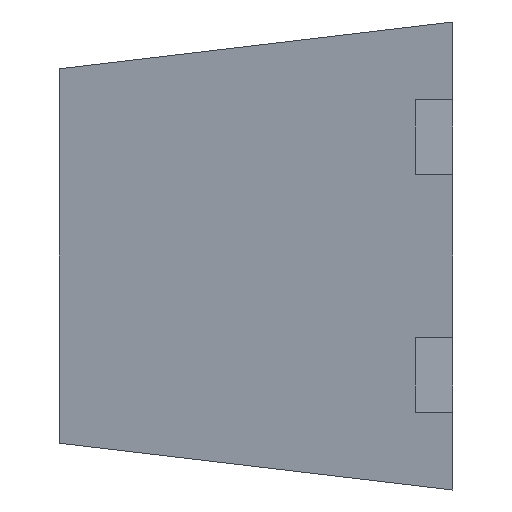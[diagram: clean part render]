
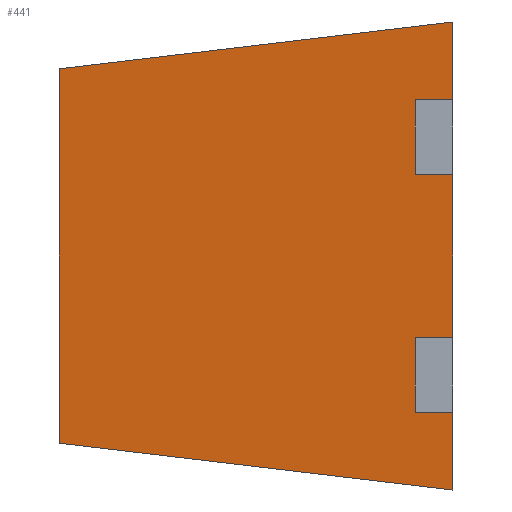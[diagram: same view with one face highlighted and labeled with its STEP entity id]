
A CAD part, left-side view. The second image highlights one B-rep face of the part: STEP entity #441.
In plain terms, the highlighted planar face has unit normal (-0.99, 0.141, 0).
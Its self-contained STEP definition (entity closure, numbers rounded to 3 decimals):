
#35=FACE_OUTER_BOUND('',#57,.T.);
#57=EDGE_LOOP('',(#383,#384,#385,#386,#387,#388,#389,#390,#391,#392,#393,
#394));
#59=LINE('',#589,#119);
#63=LINE('',#597,#123);
#66=LINE('',#603,#126);
#70=LINE('',#611,#130);
#74=LINE('',#619,#134);
#86=LINE('',#642,#146);
#95=LINE('',#662,#155);
#99=LINE('',#669,#159);
#101=LINE('',#672,#161);
#113=LINE('',#698,#173);
#117=LINE('',#704,#177);
#118=LINE('',#706,#178);
#119=VECTOR('',#483,10.);
#123=VECTOR('',#489,10.);
#126=VECTOR('',#494,10.);
#130=VECTOR('',#502,10.);
#134=VECTOR('',#506,10.);
#146=VECTOR('',#518,10.);
#155=VECTOR('',#537,10.);
#159=VECTOR('',#543,10.);
#161=VECTOR('',#547,10.);
#173=VECTOR('',#571,10.);
#177=VECTOR('',#579,10.);
#178=VECTOR('',#582,10.);
#179=VERTEX_POINT('',#587);
#180=VERTEX_POINT('',#588);
#183=VERTEX_POINT('',#596);
#185=VERTEX_POINT('',#602);
#187=VERTEX_POINT('',#610);
#190=VERTEX_POINT('',#616);
#191=VERTEX_POINT('',#618);
#202=VERTEX_POINT('',#640);
#207=VERTEX_POINT('',#660);
#208=VERTEX_POINT('',#661);
#217=VERTEX_POINT('',#695);
#218=VERTEX_POINT('',#697);
#219=EDGE_CURVE('',#179,#180,#59,.T.);
#223=EDGE_CURVE('',#183,#179,#63,.T.);
#226=EDGE_CURVE('',#180,#185,#66,.T.);
#230=EDGE_CURVE('',#187,#183,#70,.T.);
#234=EDGE_CURVE('',#191,#190,#74,.T.);
#246=EDGE_CURVE('',#185,#202,#86,.T.);
#255=EDGE_CURVE('',#207,#208,#95,.T.);
#259=EDGE_CURVE('',#190,#207,#99,.T.);
#261=EDGE_CURVE('',#208,#187,#101,.T.);
#273=EDGE_CURVE('',#217,#218,#113,.T.);
#277=EDGE_CURVE('',#191,#217,#117,.T.);
#278=EDGE_CURVE('',#202,#218,#118,.T.);
#383=ORIENTED_EDGE('',*,*,#226,.T.);
#384=ORIENTED_EDGE('',*,*,#246,.T.);
#385=ORIENTED_EDGE('',*,*,#278,.T.);
#386=ORIENTED_EDGE('',*,*,#273,.F.);
#387=ORIENTED_EDGE('',*,*,#277,.F.);
#388=ORIENTED_EDGE('',*,*,#234,.T.);
#389=ORIENTED_EDGE('',*,*,#259,.T.);
#390=ORIENTED_EDGE('',*,*,#255,.T.);
#391=ORIENTED_EDGE('',*,*,#261,.T.);
#392=ORIENTED_EDGE('',*,*,#230,.T.);
#393=ORIENTED_EDGE('',*,*,#223,.T.);
#394=ORIENTED_EDGE('',*,*,#219,.T.);
#419=PLANE('',#477);
#441=ADVANCED_FACE('',(#35),#419,.T.);
#477=AXIS2_PLACEMENT_3D('',#705,#580,#581);
#483=DIRECTION('',(0.,0.,1.));
#489=DIRECTION('',(0.141,0.99,0.));
#494=DIRECTION('',(-0.141,-0.99,0.));
#502=DIRECTION('',(0.,0.,1.));
#506=DIRECTION('',(0.,0.,1.));
#518=DIRECTION('',(0.,0.,1.));
#537=DIRECTION('',(0.,0.,1.));
#543=DIRECTION('',(0.141,0.99,0.));
#547=DIRECTION('',(-0.141,-0.99,0.));
#571=DIRECTION('',(0.,0.,1.));
#579=DIRECTION('',(0.14,0.983,0.117));
#580=DIRECTION('center_axis',(-0.99,0.141,0.));
#581=DIRECTION('ref_axis',(0.,0.,1.));
#582=DIRECTION('',(0.14,0.983,-0.117));
#587=CARTESIAN_POINT('',(-2.271,0.2,0.435));
#588=CARTESIAN_POINT('',(-2.271,0.2,0.835));
#589=CARTESIAN_POINT('',(-2.271,0.2,-0.308));
#596=CARTESIAN_POINT('',(-2.3,0.,0.435));
#597=CARTESIAN_POINT('',(-2.298,0.014,0.435));
#602=CARTESIAN_POINT('',(-2.3,0.,0.835));
#603=CARTESIAN_POINT('',(-2.302,-0.014,0.835));
#610=CARTESIAN_POINT('',(-2.3,0.,-0.435));
#611=CARTESIAN_POINT('',(-2.3,0.,-1.25));
#616=CARTESIAN_POINT('',(-2.3,0.,-0.835));
#618=CARTESIAN_POINT('',(-2.3,0.,-1.25));
#619=CARTESIAN_POINT('',(-2.3,0.,-1.25));
#640=CARTESIAN_POINT('',(-2.3,0.,1.25));
#642=CARTESIAN_POINT('',(-2.3,0.,-1.25));
#660=CARTESIAN_POINT('',(-2.271,0.2,-0.835));
#661=CARTESIAN_POINT('',(-2.271,0.2,-0.435));
#662=CARTESIAN_POINT('',(-2.271,0.2,-0.943));
#669=CARTESIAN_POINT('',(-2.298,0.014,-0.835));
#672=CARTESIAN_POINT('',(-2.302,-0.014,-0.435));
#695=CARTESIAN_POINT('',(-2.,2.1,-1.));
#697=CARTESIAN_POINT('',(-2.,2.1,1.));
#698=CARTESIAN_POINT('',(-2.,2.1,-1.));
#704=CARTESIAN_POINT('',(-2.3,0.,-1.25));
#705=CARTESIAN_POINT('Origin',(-2.3,0.,-1.25));
#706=CARTESIAN_POINT('',(-2.3,0.,1.25));
